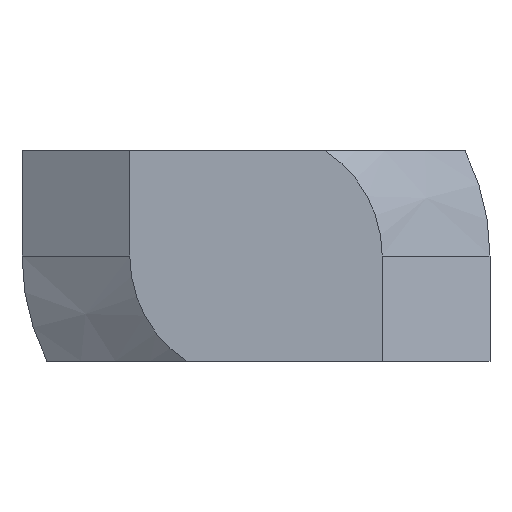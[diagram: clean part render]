
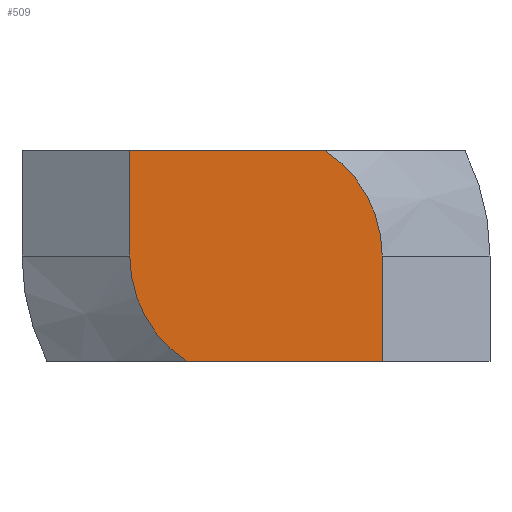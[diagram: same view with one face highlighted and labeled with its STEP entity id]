
A CAD part, front view. The second image highlights one B-rep face of the part: STEP entity #509.
In plain terms, the highlighted planar face has unit normal (0, -1, 0).
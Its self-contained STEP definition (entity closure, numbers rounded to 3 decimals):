
#22 = DIRECTION ( 'NONE',  ( 0., 0., 1. ) ) ;
#47 = CARTESIAN_POINT ( 'NONE',  ( 2.653, 0., 4. ) ) ;
#49 = CIRCLE ( 'NONE', #459, 4.8 ) ;
#67 = CARTESIAN_POINT ( 'NONE',  ( -2.653, 0., -4. ) ) ;
#68 = VERTEX_POINT ( 'NONE', #309 ) ;
#86 = EDGE_CURVE ( 'NONE', #68, #692, #636, .T. ) ;
#129 = ORIENTED_EDGE ( 'NONE', *, *, #203, .T. ) ;
#149 = FACE_OUTER_BOUND ( 'NONE', #263, .T. ) ;
#159 = CARTESIAN_POINT ( 'NONE',  ( 4.8, 0., 0. ) ) ;
#169 = VECTOR ( 'NONE', #494, 1000. ) ;
#179 = CARTESIAN_POINT ( 'NONE',  ( -4.8, 0., 4. ) ) ;
#192 = ORIENTED_EDGE ( 'NONE', *, *, #212, .T. ) ;
#203 = EDGE_CURVE ( 'NONE', #237, #637, #673, .T. ) ;
#204 = EDGE_CURVE ( 'NONE', #454, #237, #220, .T. ) ;
#212 = EDGE_CURVE ( 'NONE', #266, #454, #49, .T. ) ;
#220 = LINE ( 'NONE', #555, #169 ) ;
#234 = ORIENTED_EDGE ( 'NONE', *, *, #204, .T. ) ;
#237 = VERTEX_POINT ( 'NONE', #678 ) ;
#238 = VECTOR ( 'NONE', #723, 1000. ) ;
#263 = EDGE_LOOP ( 'NONE', ( #335, #345, #192, #234, #129, #512 ) ) ;
#266 = VERTEX_POINT ( 'NONE', #510 ) ;
#291 = DIRECTION ( 'NONE',  ( 0., 0., -1. ) ) ;
#309 = CARTESIAN_POINT ( 'NONE',  ( -4.8, 0., 4. ) ) ;
#333 = DIRECTION ( 'NONE',  ( -1., 0., 0. ) ) ;
#335 = ORIENTED_EDGE ( 'NONE', *, *, #86, .F. ) ;
#345 = ORIENTED_EDGE ( 'NONE', *, *, #468, .T. ) ;
#369 = CARTESIAN_POINT ( 'NONE',  ( 8.9, 0., 4. ) ) ;
#376 = CARTESIAN_POINT ( 'NONE',  ( 8.9, 0., 4. ) ) ;
#378 = VECTOR ( 'NONE', #602, 1000. ) ;
#384 = CARTESIAN_POINT ( 'NONE',  ( 4.8, 0., -8.9 ) ) ;
#425 = DIRECTION ( 'NONE',  ( 0., -1., 0. ) ) ;
#437 = AXIS2_PLACEMENT_3D ( 'NONE', #534, #425, #656 ) ;
#454 = VERTEX_POINT ( 'NONE', #67 ) ;
#459 = AXIS2_PLACEMENT_3D ( 'NONE', #617, #542, #333 ) ;
#467 = DIRECTION ( 'NONE',  ( 0., 1., 0. ) ) ;
#468 = EDGE_CURVE ( 'NONE', #68, #266, #691, .T. ) ;
#475 = PLANE ( 'NONE',  #531 ) ;
#494 = DIRECTION ( 'NONE',  ( 1., 0., 0. ) ) ;
#509 = ADVANCED_FACE ( 'NONE', ( #149 ), #475, .F. ) ;
#510 = CARTESIAN_POINT ( 'NONE',  ( -4.8, 0., 0. ) ) ;
#512 = ORIENTED_EDGE ( 'NONE', *, *, #608, .T. ) ;
#531 = AXIS2_PLACEMENT_3D ( 'NONE', #369, #467, #22 ) ;
#534 = CARTESIAN_POINT ( 'NONE',  ( 0., 0., 0. ) ) ;
#542 = DIRECTION ( 'NONE',  ( 0., -1., 0. ) ) ;
#555 = CARTESIAN_POINT ( 'NONE',  ( 8.9, 0., -4. ) ) ;
#583 = CIRCLE ( 'NONE', #437, 4.8 ) ;
#592 = VECTOR ( 'NONE', #291, 1000. ) ;
#602 = DIRECTION ( 'NONE',  ( 1., 0., 0. ) ) ;
#608 = EDGE_CURVE ( 'NONE', #637, #692, #583, .T. ) ;
#617 = CARTESIAN_POINT ( 'NONE',  ( 0., 0., 0. ) ) ;
#636 = LINE ( 'NONE', #376, #378 ) ;
#637 = VERTEX_POINT ( 'NONE', #159 ) ;
#656 = DIRECTION ( 'NONE',  ( 1., 0., 0. ) ) ;
#673 = LINE ( 'NONE', #384, #238 ) ;
#678 = CARTESIAN_POINT ( 'NONE',  ( 4.8, 0., -4. ) ) ;
#691 = LINE ( 'NONE', #179, #592 ) ;
#692 = VERTEX_POINT ( 'NONE', #47 ) ;
#723 = DIRECTION ( 'NONE',  ( 0., 0., 1. ) ) ;
